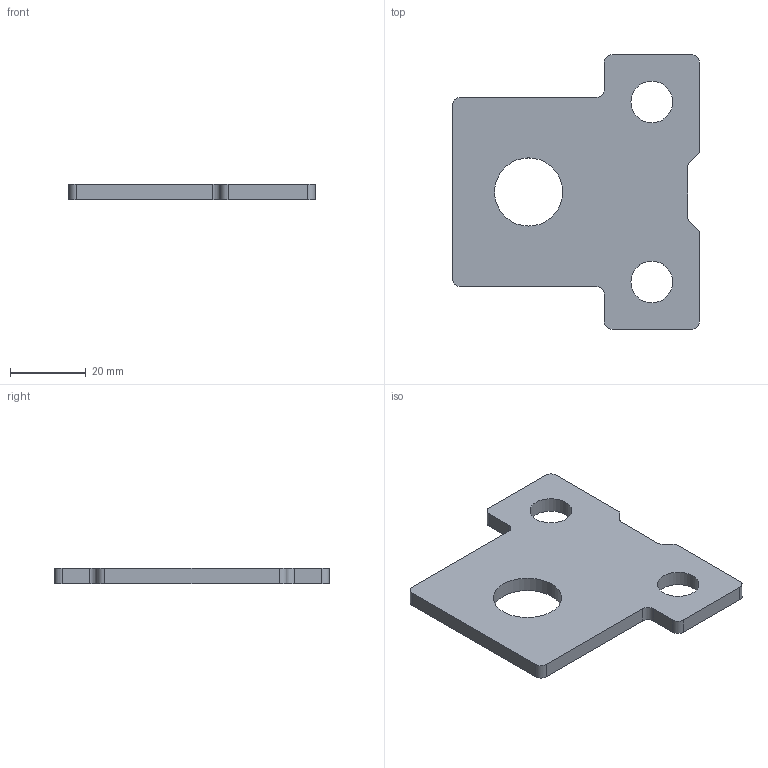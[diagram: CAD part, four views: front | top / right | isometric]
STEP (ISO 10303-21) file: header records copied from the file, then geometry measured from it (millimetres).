
FILE_DESCRIPTION(/* description */ (''),/* implementation_level */ '2;1');
FILE_NAME(/* name */ '13301720_CATALOG.stp',/* time_stamp */ '2020-07-03T09:37:02+02:00',/* author */ (''),/* organization */ (''),/* preprocessor_version */ 'ST-DEVELOPER v16',/* originating_system */ 'SIEMENS PLM Software NX 10.0',/* authorisation */ '');
FILE_SCHEMA (('AP203_CONFIGURATION_CONTROLLED_3D_DESIGN_OF_MECHANICAL_PARTS_AND_ASSEMBLIES_MIM_LF { 1 0 10303 403 2 1 2}'));
Length unit declared in the file: millimetre
Products named in the file (1): Ferr2668D5FAvoxa
Bounding box: 65 x 72.5 x 4 mm (x, y, z)
Surface area: 8205.8 mm2 (no closed solid volume)
Topology: 0 solids, 1 shells, 27 faces, 75 edges, 51 vertices
Faces by surface type: plane 14, cylinder 13
Full cylindrical faces by diameter (mm): 11 x2, 18 x1
Entity records: 974 total; most frequent: DIRECTION 156, CARTESIAN_POINT 152, ORIENTED_EDGE 144, EDGE_CURVE 72, AXIS2_PLACEMENT_3D 55, VERTEX_POINT 50, LINE 46, VECTOR 46
